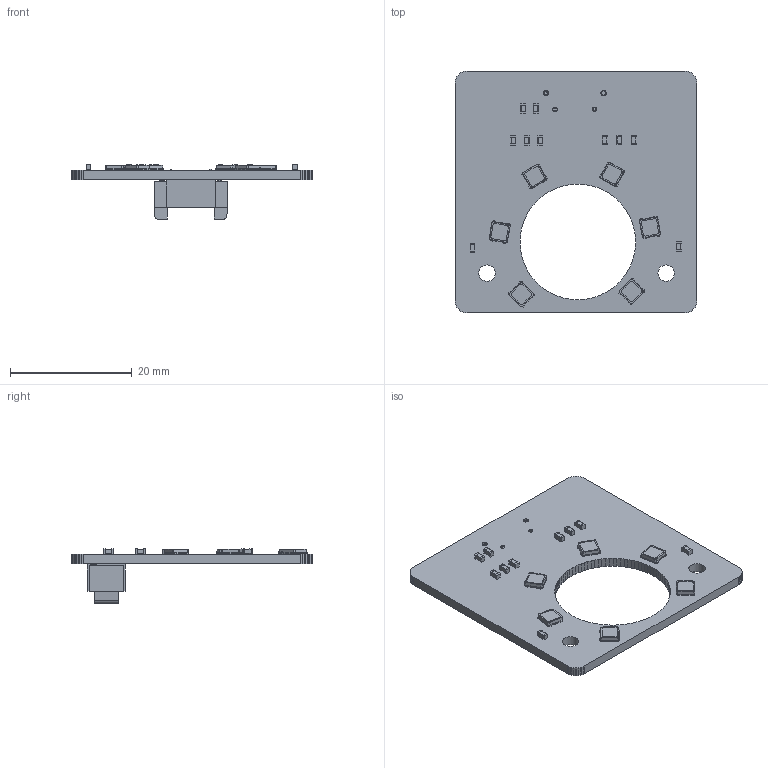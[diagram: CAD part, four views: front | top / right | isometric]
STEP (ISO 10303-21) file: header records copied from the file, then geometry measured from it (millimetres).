
FILE_DESCRIPTION(('KiCad electronic assembly'),'2;1');
FILE_NAME('LED_Ring 8 23 23.step','2023-08-23T18:42:09',('Pcbnew'),( 'Kicad'),'Open CASCADE STEP processor 7.6','KiCad to STEP converter' ,'Unknown');
FILE_SCHEMA(('AUTOMOTIVE_DESIGN { 1 0 10303 214 1 1 1 1 }'));
Length unit declared in the file: millimetre
Products named in the file (8): LED_Ring 8 23 23 1; LM301H; SOLID; C_0603_1608Metric; T1M-05-X-DV; COMPOUND; Foras Promineo CLR PCB PCB
Assembly tree (21 placements, depth 3):
  LED_Ring 8 23 23 1
    LM301H  x6
      SOLID
    C_0603_1608Metric  x10
      SOLID
    T1M-05-X-DV
      COMPOUND
    Foras Promineo CLR PCB PCB
Bounding box: 39.8 x 39.8 x 8.93 mm (x, y, z)
Volume: 2283.5 mm3; surface area: 3749.1 mm2
Topology: 19 solids, 19 shells, 1047 faces, 3339 edges, 2356 vertices
Faces by surface type: plane 820, cylinder 225, torus 2
Full cylindrical faces by diameter (mm): 0.74 x2, 0.8 x1, 0.89 x2, 2.7 x2
Entity records: 35299 total; most frequent: CARTESIAN_POINT 7456, DIRECTION 4901, LINE 3687, VECTOR 3687, ORIENTED_EDGE 2802, PCURVE 2802, DEFINITIONAL_REPRESENTATION 2802, EDGE_CURVE 1401
